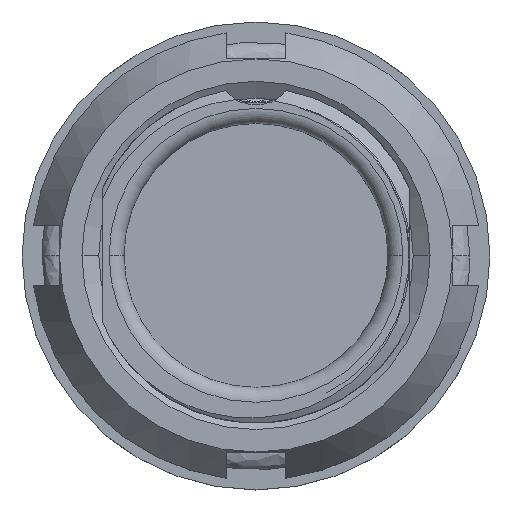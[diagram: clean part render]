
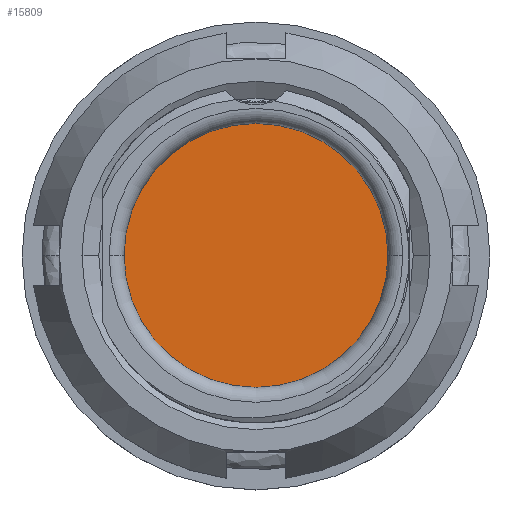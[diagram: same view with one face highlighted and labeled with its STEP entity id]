
A CAD part, top view. The second image highlights one B-rep face of the part: STEP entity #15809.
In plain terms, the highlighted face is planar.
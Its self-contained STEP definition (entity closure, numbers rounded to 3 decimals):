
#133 = EDGE_CURVE ( 'NONE', #13309, #6726, #13978, .T. ) ;
#1005 = CARTESIAN_POINT ( 'NONE',  ( -3.525, 0., 0.4 ) ) ;
#1339 = DIRECTION ( 'NONE',  ( 0., 0., 1. ) ) ;
#1785 = DIRECTION ( 'NONE',  ( 0., 0., 1. ) ) ;
#2371 = DIRECTION ( 'NONE',  ( 1., 0., 0. ) ) ;
#2451 = CARTESIAN_POINT ( 'NONE',  ( -3.567, -3.567, 0.4 ) ) ;
#3454 = EDGE_LOOP ( 'NONE', ( #11971, #12196 ) ) ;
#3616 = DIRECTION ( 'NONE',  ( 0., 0., 1. ) ) ;
#4430 = CARTESIAN_POINT ( 'NONE',  ( 3.525, 0., 0.4 ) ) ;
#5332 = AXIS2_PLACEMENT_3D ( 'NONE', #2451, #3616, #14562 ) ;
#6726 = VERTEX_POINT ( 'NONE', #1005 ) ;
#8565 = AXIS2_PLACEMENT_3D ( 'NONE', #13442, #1339, #2371 ) ;
#9706 = PLANE ( 'NONE',  #5332 ) ;
#10437 = CIRCLE ( 'NONE', #8565, 3.525 ) ;
#10582 = CARTESIAN_POINT ( 'NONE',  ( 0., 0., 0.4 ) ) ;
#11971 = ORIENTED_EDGE ( 'NONE', *, *, #133, .F. ) ;
#12196 = ORIENTED_EDGE ( 'NONE', *, *, #13544, .F. ) ;
#12839 = FACE_OUTER_BOUND ( 'NONE', #3454, .T. ) ;
#13309 = VERTEX_POINT ( 'NONE', #4430 ) ;
#13442 = CARTESIAN_POINT ( 'NONE',  ( 0., 0., 0.4 ) ) ;
#13544 = EDGE_CURVE ( 'NONE', #6726, #13309, #10437, .T. ) ;
#13562 = AXIS2_PLACEMENT_3D ( 'NONE', #10582, #1785, #14196 ) ;
#13978 = CIRCLE ( 'NONE', #13562, 3.525 ) ;
#14196 = DIRECTION ( 'NONE',  ( 1., 0., 0. ) ) ;
#14562 = DIRECTION ( 'NONE',  ( 1., 0., 0. ) ) ;
#15809 = ADVANCED_FACE ( 'NONE', ( #12839 ), #9706, .F. ) ;
